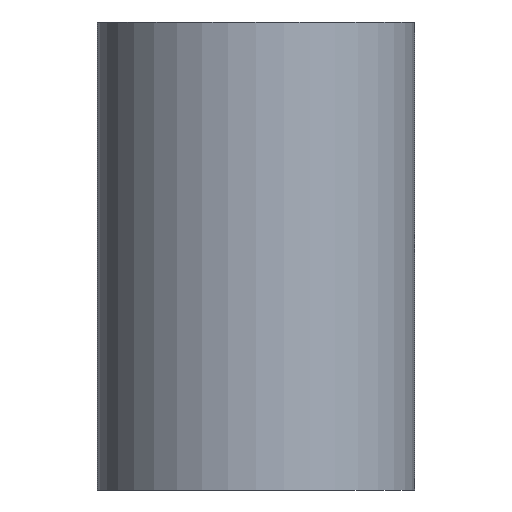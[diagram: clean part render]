
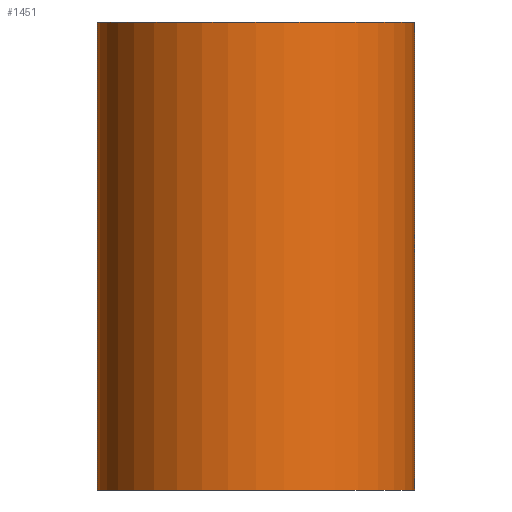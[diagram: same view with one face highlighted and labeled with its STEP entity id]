
A CAD part, left-side view. The second image highlights one B-rep face of the part: STEP entity #1451.
In plain terms, the highlighted cylindrical face has radius 9.5 mm (diameter 19 mm), a partial arc.
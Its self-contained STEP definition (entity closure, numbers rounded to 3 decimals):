
#32 = PLANE('',#33);
#33 = AXIS2_PLACEMENT_3D('',#34,#35,#36);
#34 = CARTESIAN_POINT('',(135.,-9.5,0.));
#35 = DIRECTION('',(0.,1.,0.));
#36 = DIRECTION('',(-1.,0.,0.));
#207 = PLANE('',#208);
#208 = AXIS2_PLACEMENT_3D('',#209,#210,#211);
#209 = CARTESIAN_POINT('',(68.354,-0.652,0.));
#210 = DIRECTION('',(0.,0.,-1.));
#211 = DIRECTION('',(1.,0.,0.));
#569 = VERTEX_POINT('',#570);
#570 = CARTESIAN_POINT('',(0.,-9.5,-28.));
#584 = PLANE('',#585);
#585 = AXIS2_PLACEMENT_3D('',#586,#587,#588);
#586 = CARTESIAN_POINT('',(68.354,-0.652,-28.));
#587 = DIRECTION('',(0.,0.,-1.));
#588 = DIRECTION('',(1.,0.,0.));
#596 = EDGE_CURVE('',#597,#569,#599,.T.);
#597 = VERTEX_POINT('',#598);
#598 = CARTESIAN_POINT('',(0.,-9.5,0.));
#599 = SURFACE_CURVE('',#600,(#604,#611),.PCURVE_S1.);
#600 = LINE('',#601,#602);
#601 = CARTESIAN_POINT('',(0.,-9.5,0.));
#602 = VECTOR('',#603,1.);
#603 = DIRECTION('',(0.,0.,-1.));
#604 = PCURVE('',#32,#605);
#605 = DEFINITIONAL_REPRESENTATION('',(#606),#610);
#606 = LINE('',#607,#608);
#607 = CARTESIAN_POINT('',(135.,0.));
#608 = VECTOR('',#609,1.);
#609 = DIRECTION('',(0.,-1.));
#610 = ( GEOMETRIC_REPRESENTATION_CONTEXT(2) 
PARAMETRIC_REPRESENTATION_CONTEXT() REPRESENTATION_CONTEXT('2D SPACE',''
  ) );
#611 = PCURVE('',#612,#617);
#612 = CYLINDRICAL_SURFACE('',#613,9.5);
#613 = AXIS2_PLACEMENT_3D('',#614,#615,#616);
#614 = CARTESIAN_POINT('',(0.,0.,0.));
#615 = DIRECTION('',(0.,0.,1.));
#616 = DIRECTION('',(1.,0.,0.));
#617 = DEFINITIONAL_REPRESENTATION('',(#618),#622);
#618 = LINE('',#619,#620);
#619 = CARTESIAN_POINT('',(-1.571,0.));
#620 = VECTOR('',#621,1.);
#621 = DIRECTION('',(-0.,-1.));
#622 = ( GEOMETRIC_REPRESENTATION_CONTEXT(2) 
PARAMETRIC_REPRESENTATION_CONTEXT() REPRESENTATION_CONTEXT('2D SPACE',''
  ) );
#1072 = EDGE_CURVE('',#597,#1073,#1075,.T.);
#1073 = VERTEX_POINT('',#1074);
#1074 = CARTESIAN_POINT('',(0.,9.5,0.));
#1075 = SURFACE_CURVE('',#1076,(#1081,#1088),.PCURVE_S1.);
#1076 = CIRCLE('',#1077,9.5);
#1077 = AXIS2_PLACEMENT_3D('',#1078,#1079,#1080);
#1078 = CARTESIAN_POINT('',(0.,0.,0.));
#1079 = DIRECTION('',(0.,0.,-1.));
#1080 = DIRECTION('',(1.,0.,0.));
#1081 = PCURVE('',#207,#1082);
#1082 = DEFINITIONAL_REPRESENTATION('',(#1083),#1087);
#1083 = CIRCLE('',#1084,9.5);
#1084 = AXIS2_PLACEMENT_2D('',#1085,#1086);
#1085 = CARTESIAN_POINT('',(-68.354,-0.652));
#1086 = DIRECTION('',(1.,0.));
#1087 = ( GEOMETRIC_REPRESENTATION_CONTEXT(2) 
PARAMETRIC_REPRESENTATION_CONTEXT() REPRESENTATION_CONTEXT('2D SPACE',''
  ) );
#1088 = PCURVE('',#612,#1089);
#1089 = DEFINITIONAL_REPRESENTATION('',(#1090),#1094);
#1090 = LINE('',#1091,#1092);
#1091 = CARTESIAN_POINT('',(-0.,0.));
#1092 = VECTOR('',#1093,1.);
#1093 = DIRECTION('',(-1.,0.));
#1094 = ( GEOMETRIC_REPRESENTATION_CONTEXT(2) 
PARAMETRIC_REPRESENTATION_CONTEXT() REPRESENTATION_CONTEXT('2D SPACE',''
  ) );
#1112 = PLANE('',#1113);
#1113 = AXIS2_PLACEMENT_3D('',#1114,#1115,#1116);
#1114 = CARTESIAN_POINT('',(0.,9.5,0.));
#1115 = DIRECTION('',(0.,-1.,0.));
#1116 = DIRECTION('',(1.,0.,0.));
#1451 = ADVANCED_FACE('',(#1452),#612,.T.);
#1452 = FACE_BOUND('',#1453,.F.);
#1453 = EDGE_LOOP('',(#1454,#1455,#1479,#1500));
#1454 = ORIENTED_EDGE('',*,*,#596,.T.);
#1455 = ORIENTED_EDGE('',*,*,#1456,.T.);
#1456 = EDGE_CURVE('',#569,#1457,#1459,.T.);
#1457 = VERTEX_POINT('',#1458);
#1458 = CARTESIAN_POINT('',(0.,9.5,-28.));
#1459 = SURFACE_CURVE('',#1460,(#1465,#1472),.PCURVE_S1.);
#1460 = CIRCLE('',#1461,9.5);
#1461 = AXIS2_PLACEMENT_3D('',#1462,#1463,#1464);
#1462 = CARTESIAN_POINT('',(0.,0.,-28.)
  );
#1463 = DIRECTION('',(0.,0.,-1.));
#1464 = DIRECTION('',(1.,0.,0.));
#1465 = PCURVE('',#612,#1466);
#1466 = DEFINITIONAL_REPRESENTATION('',(#1467),#1471);
#1467 = LINE('',#1468,#1469);
#1468 = CARTESIAN_POINT('',(-0.,-28.));
#1469 = VECTOR('',#1470,1.);
#1470 = DIRECTION('',(-1.,0.));
#1471 = ( GEOMETRIC_REPRESENTATION_CONTEXT(2) 
PARAMETRIC_REPRESENTATION_CONTEXT() REPRESENTATION_CONTEXT('2D SPACE',''
  ) );
#1472 = PCURVE('',#584,#1473);
#1473 = DEFINITIONAL_REPRESENTATION('',(#1474),#1478);
#1474 = CIRCLE('',#1475,9.5);
#1475 = AXIS2_PLACEMENT_2D('',#1476,#1477);
#1476 = CARTESIAN_POINT('',(-68.354,-0.652));
#1477 = DIRECTION('',(1.,0.));
#1478 = ( GEOMETRIC_REPRESENTATION_CONTEXT(2) 
PARAMETRIC_REPRESENTATION_CONTEXT() REPRESENTATION_CONTEXT('2D SPACE',''
  ) );
#1479 = ORIENTED_EDGE('',*,*,#1480,.F.);
#1480 = EDGE_CURVE('',#1073,#1457,#1481,.T.);
#1481 = SURFACE_CURVE('',#1482,(#1486,#1493),.PCURVE_S1.);
#1482 = LINE('',#1483,#1484);
#1483 = CARTESIAN_POINT('',(0.,9.5,0.));
#1484 = VECTOR('',#1485,1.);
#1485 = DIRECTION('',(0.,0.,-1.));
#1486 = PCURVE('',#612,#1487);
#1487 = DEFINITIONAL_REPRESENTATION('',(#1488),#1492);
#1488 = LINE('',#1489,#1490);
#1489 = CARTESIAN_POINT('',(-4.712,0.));
#1490 = VECTOR('',#1491,1.);
#1491 = DIRECTION('',(-0.,-1.));
#1492 = ( GEOMETRIC_REPRESENTATION_CONTEXT(2) 
PARAMETRIC_REPRESENTATION_CONTEXT() REPRESENTATION_CONTEXT('2D SPACE',''
  ) );
#1493 = PCURVE('',#1112,#1494);
#1494 = DEFINITIONAL_REPRESENTATION('',(#1495),#1499);
#1495 = LINE('',#1496,#1497);
#1496 = CARTESIAN_POINT('',(0.,0.));
#1497 = VECTOR('',#1498,1.);
#1498 = DIRECTION('',(0.,-1.));
#1499 = ( GEOMETRIC_REPRESENTATION_CONTEXT(2) 
PARAMETRIC_REPRESENTATION_CONTEXT() REPRESENTATION_CONTEXT('2D SPACE',''
  ) );
#1500 = ORIENTED_EDGE('',*,*,#1072,.F.);
